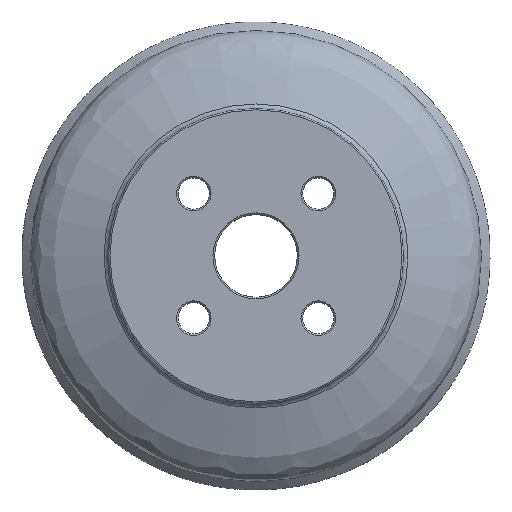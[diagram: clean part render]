
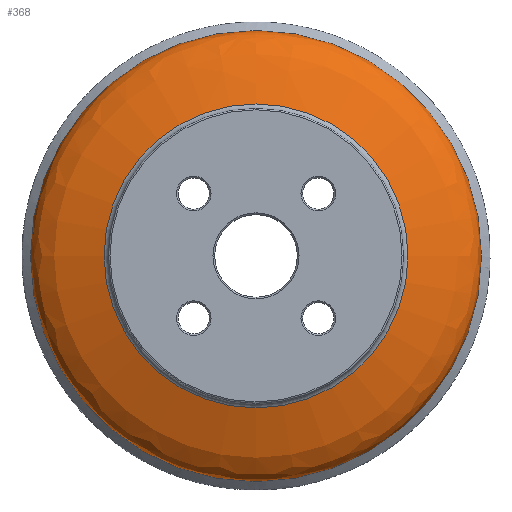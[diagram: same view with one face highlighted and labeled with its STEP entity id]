
A CAD part, top view. The second image highlights one B-rep face of the part: STEP entity #368.
In plain terms, the highlighted face is a revolution surface.
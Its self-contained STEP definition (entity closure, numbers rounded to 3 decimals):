
#94=SURFACE_OF_REVOLUTION('',#98,#96);
#96=AXIS1_PLACEMENT('',#10577,#797);
#98=B_SPLINE_CURVE_WITH_KNOTS('',3,(#10573,#10574,#10575,#10576),
 .UNSPECIFIED.,.F.,.F.,(4,4),(0.,1.),.UNSPECIFIED.);
#133=EDGE_LOOP('',(#209));
#134=EDGE_LOOP('',(#210));
#209=ORIENTED_EDGE('',*,*,#282,.T.);
#210=ORIENTED_EDGE('',*,*,#281,.F.);
#281=EDGE_CURVE('',#486,#486,#319,.T.);
#282=EDGE_CURVE('',#487,#487,#320,.T.);
#319=CIRCLE('',#677,87.613);
#320=CIRCLE('',#679,129.986);
#368=ADVANCED_FACE('',(#412,#413),#94,.F.);
#412=FACE_BOUND('',#133,.T.);
#413=FACE_BOUND('',#134,.T.);
#486=VERTEX_POINT('',#10569);
#487=VERTEX_POINT('',#10572);
#677=AXIS2_PLACEMENT_3D('',#10568,#791,#792);
#679=AXIS2_PLACEMENT_3D('',#10571,#795,#796);
#791=DIRECTION('',(0.,0.,1.));
#792=DIRECTION('',(0.,1.,0.));
#795=DIRECTION('',(0.,0.,1.));
#796=DIRECTION('',(0.,1.,0.));
#797=DIRECTION('',(0.,0.,1.));
#10568=CARTESIAN_POINT('',(0.,0.,-19.393));
#10569=CARTESIAN_POINT('',(0.,87.613,-19.393));
#10571=CARTESIAN_POINT('',(0.,0.,-45.388));
#10572=CARTESIAN_POINT('',(0.,129.986,-45.388));
#10573=CARTESIAN_POINT('',(0.,87.613,-19.393));
#10574=CARTESIAN_POINT('',(0.,93.541,-22.614));
#10575=CARTESIAN_POINT('',(0.,129.986,-28.474));
#10576=CARTESIAN_POINT('',(0.,129.986,-45.388));
#10577=CARTESIAN_POINT('',(0.,0.,-11.119));
